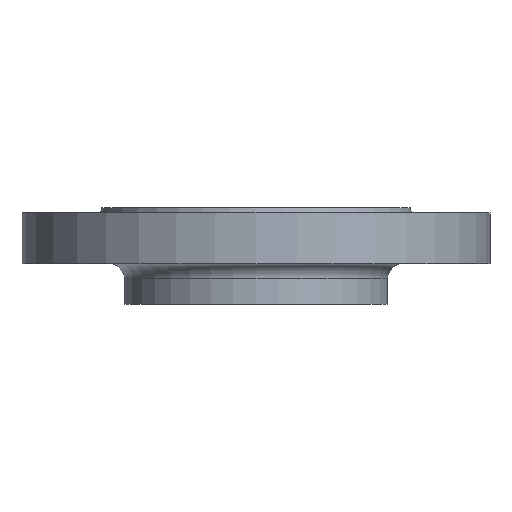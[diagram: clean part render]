
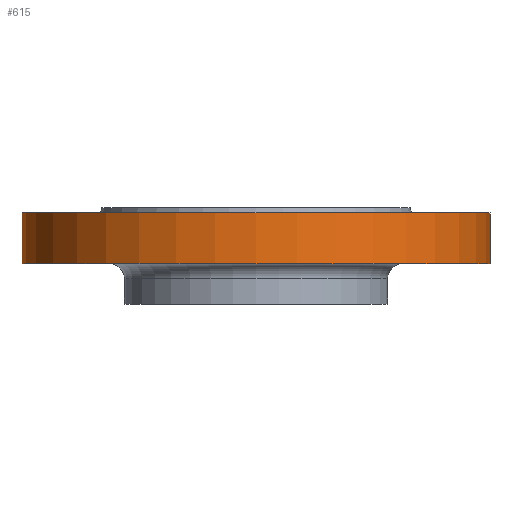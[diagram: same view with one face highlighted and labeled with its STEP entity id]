
A CAD part, front view. The second image highlights one B-rep face of the part: STEP entity #615.
In plain terms, the highlighted cylindrical face has radius 92.5 mm (diameter 185 mm), a partial arc.
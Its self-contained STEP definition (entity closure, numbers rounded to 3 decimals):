
#62 = CIRCLE ( 'NONE', #616, 92.5 ) ;
#186 = VECTOR ( 'NONE', #478, 1000. ) ;
#197 = DIRECTION ( 'NONE',  ( 1., 0., 0. ) ) ;
#198 = DIRECTION ( 'NONE',  ( 0., 0., 1. ) ) ;
#199 = CARTESIAN_POINT ( 'NONE',  ( 0., 0., -22. ) ) ;
#223 = CARTESIAN_POINT ( 'NONE',  ( -92.5, 0., -22. ) ) ;
#305 = CARTESIAN_POINT ( 'NONE',  ( -92.5, 0., -2. ) ) ;
#325 = EDGE_CURVE ( 'NONE', #950, #693, #964, .T. ) ;
#369 = CARTESIAN_POINT ( 'NONE',  ( 92.5, 0., -22. ) ) ;
#396 = DIRECTION ( 'NONE',  ( 1., 0., 0. ) ) ;
#397 = DIRECTION ( 'NONE',  ( 0., 0., 1. ) ) ;
#399 = CARTESIAN_POINT ( 'NONE',  ( 0., 0., -62. ) ) ;
#400 = CYLINDRICAL_SURFACE ( 'NONE', #641, 92.5 ) ;
#402 = FACE_OUTER_BOUND ( 'NONE', #715, .T. ) ;
#449 = EDGE_CURVE ( 'NONE', #1169, #950, #504, .T. ) ;
#478 = DIRECTION ( 'NONE',  ( 0., 0., 1. ) ) ;
#480 = CARTESIAN_POINT ( 'NONE',  ( -92.5, 0., -62. ) ) ;
#482 = LINE ( 'NONE', #480, #186 ) ;
#501 = DIRECTION ( 'NONE',  ( 0., 0., 1. ) ) ;
#502 = CARTESIAN_POINT ( 'NONE',  ( 92.5, 0., -62. ) ) ;
#504 = LINE ( 'NONE', #502, #888 ) ;
#533 = EDGE_CURVE ( 'NONE', #752, #693, #482, .T. ) ;
#566 = DIRECTION ( 'NONE',  ( 0., 0., -1. ) ) ;
#594 = CARTESIAN_POINT ( 'NONE',  ( 0., 0., -2. ) ) ;
#596 = DIRECTION ( 'NONE',  ( -1., 0., 0. ) ) ;
#615 = ADVANCED_FACE ( 'NONE', ( #402 ), #400, .T. ) ;
#616 = AXIS2_PLACEMENT_3D ( 'NONE', #199, #198, #197 ) ;
#641 = AXIS2_PLACEMENT_3D ( 'NONE', #399, #397, #396 ) ;
#693 = VERTEX_POINT ( 'NONE', #305 ) ;
#715 = EDGE_LOOP ( 'NONE', ( #1051, #1052, #1053, #894 ) ) ;
#752 = VERTEX_POINT ( 'NONE', #223 ) ;
#776 = EDGE_CURVE ( 'NONE', #752, #1169, #62, .T. ) ;
#843 = AXIS2_PLACEMENT_3D ( 'NONE', #594, #566, #596 ) ;
#888 = VECTOR ( 'NONE', #501, 1000. ) ;
#894 = ORIENTED_EDGE ( 'NONE', *, *, #325, .T. ) ;
#906 = CARTESIAN_POINT ( 'NONE',  ( 92.5, 0., -2. ) ) ;
#950 = VERTEX_POINT ( 'NONE', #906 ) ;
#964 = CIRCLE ( 'NONE', #843, 92.5 ) ;
#1051 = ORIENTED_EDGE ( 'NONE', *, *, #533, .F. ) ;
#1052 = ORIENTED_EDGE ( 'NONE', *, *, #776, .T. ) ;
#1053 = ORIENTED_EDGE ( 'NONE', *, *, #449, .T. ) ;
#1169 = VERTEX_POINT ( 'NONE', #369 ) ;
